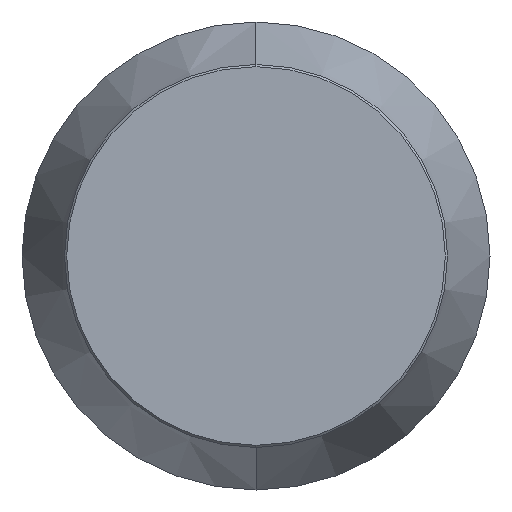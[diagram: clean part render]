
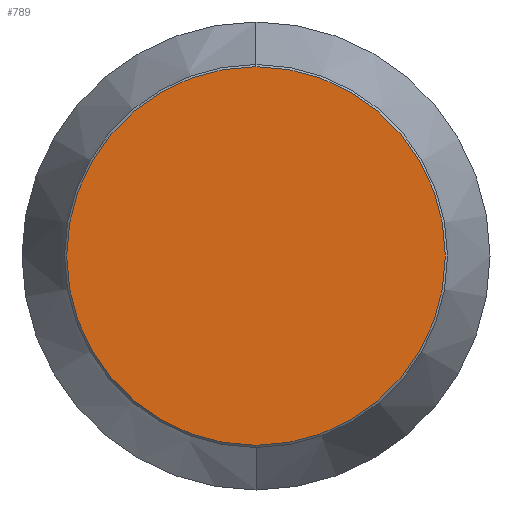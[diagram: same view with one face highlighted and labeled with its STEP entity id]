
A CAD part, left-side view. The second image highlights one B-rep face of the part: STEP entity #789.
In plain terms, the highlighted planar face has unit normal (-1, 0, 0).
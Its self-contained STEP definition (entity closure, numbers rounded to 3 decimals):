
#15 = CIRCLE ( 'NONE', #689, 26.7 ) ;
#25 = PLANE ( 'NONE',  #340 ) ;
#46 = DIRECTION ( 'NONE',  ( 0., 0., 1. ) ) ;
#78 = AXIS2_PLACEMENT_3D ( 'NONE', #546, #415, #46 ) ;
#124 = FACE_OUTER_BOUND ( 'NONE', #653, .T. ) ;
#137 = DIRECTION ( 'NONE',  ( 0., 0., 1. ) ) ;
#149 = EDGE_CURVE ( 'NONE', #428, #437, #782, .T. ) ;
#153 = CARTESIAN_POINT ( 'NONE',  ( 0., 0., 0. ) ) ;
#192 = CARTESIAN_POINT ( 'NONE',  ( 0., 0., -26.7 ) ) ;
#295 = ORIENTED_EDGE ( 'NONE', *, *, #529, .T. ) ;
#340 = AXIS2_PLACEMENT_3D ( 'NONE', #153, #801, #412 ) ;
#349 = ORIENTED_EDGE ( 'NONE', *, *, #149, .T. ) ;
#412 = DIRECTION ( 'NONE',  ( 0., 0., -1. ) ) ;
#415 = DIRECTION ( 'NONE',  ( -1., 0., 0. ) ) ;
#428 = VERTEX_POINT ( 'NONE', #192 ) ;
#437 = VERTEX_POINT ( 'NONE', #438 ) ;
#438 = CARTESIAN_POINT ( 'NONE',  ( 0., 0., 26.7 ) ) ;
#514 = DIRECTION ( 'NONE',  ( -1., 0., 0. ) ) ;
#529 = EDGE_CURVE ( 'NONE', #437, #428, #15, .T. ) ;
#546 = CARTESIAN_POINT ( 'NONE',  ( 0., 0., 0. ) ) ;
#653 = EDGE_LOOP ( 'NONE', ( #349, #295 ) ) ;
#689 = AXIS2_PLACEMENT_3D ( 'NONE', #730, #514, #137 ) ;
#730 = CARTESIAN_POINT ( 'NONE',  ( 0., 0., 0. ) ) ;
#782 = CIRCLE ( 'NONE', #78, 26.7 ) ;
#789 = ADVANCED_FACE ( 'NONE', ( #124 ), #25, .F. ) ;
#801 = DIRECTION ( 'NONE',  ( 1., 0., 0. ) ) ;
